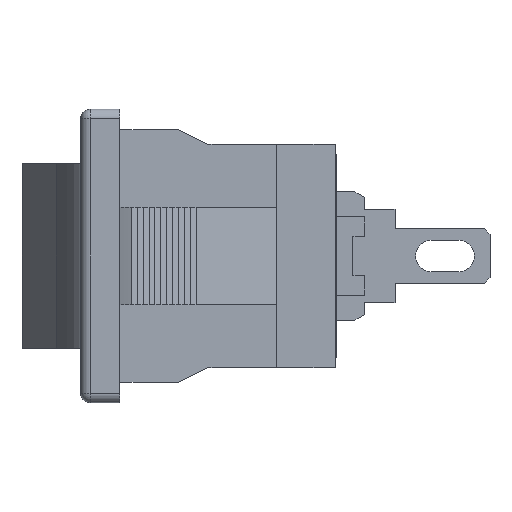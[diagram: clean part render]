
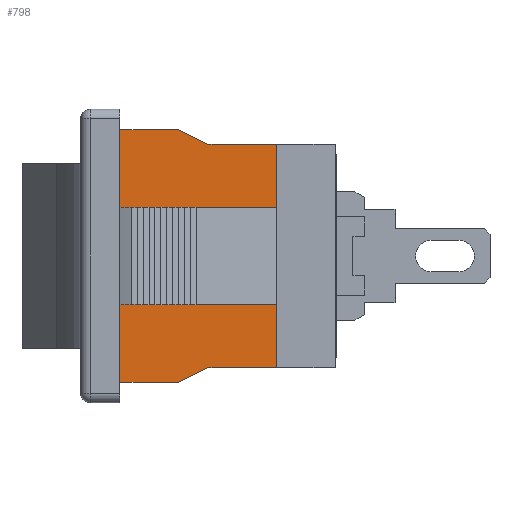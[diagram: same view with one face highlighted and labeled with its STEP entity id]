
A CAD part, left-side view. The second image highlights one B-rep face of the part: STEP entity #798.
In plain terms, the highlighted planar face has unit normal (-1, 0, 0).
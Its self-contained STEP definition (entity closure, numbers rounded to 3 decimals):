
#798 = ADVANCED_FACE( '', ( #1569 ), #1570, .F. );
#1569 = FACE_OUTER_BOUND( '', #2315, .T. );
#1570 = PLANE( '', #2316 );
#2315 = EDGE_LOOP( '', ( #4468, #4469, #4470, #4471, #4472, #4473, #4474, #4475 ) );
#2316 = AXIS2_PLACEMENT_3D( '', #4476, #4477, #4478 );
#4468 = ORIENTED_EDGE( '', *, *, #4858, .T. );
#4469 = ORIENTED_EDGE( '', *, *, #4579, .T. );
#4470 = ORIENTED_EDGE( '', *, *, #5080, .T. );
#4471 = ORIENTED_EDGE( '', *, *, #5028, .T. );
#4472 = ORIENTED_EDGE( '', *, *, #4601, .F. );
#4473 = ORIENTED_EDGE( '', *, *, #4827, .T. );
#4474 = ORIENTED_EDGE( '', *, *, #4721, .T. );
#4475 = ORIENTED_EDGE( '', *, *, #5356, .T. );
#4476 = CARTESIAN_POINT( '', ( -8.3, -2., 7.5 ) );
#4477 = DIRECTION( '', ( 1., 0., 0. ) );
#4478 = DIRECTION( '', ( 0., 0., -1. ) );
#4579 = EDGE_CURVE( '', #5467, #5465, #5468, .T. );
#4601 = EDGE_CURVE( '', #5505, #5507, #5508, .T. );
#4721 = EDGE_CURVE( '', #5723, #5721, #5724, .T. );
#4827 = EDGE_CURVE( '', #5505, #5723, #5898, .T. );
#4858 = EDGE_CURVE( '', #5948, #5467, #5949, .T. );
#5028 = EDGE_CURVE( '', #6210, #5507, #6211, .T. );
#5080 = EDGE_CURVE( '', #5465, #6210, #6288, .T. );
#5356 = EDGE_CURVE( '', #5721, #5948, #6644, .T. );
#5465 = VERTEX_POINT( '', #6767 );
#5467 = VERTEX_POINT( '', #6770 );
#5468 = LINE( '', #6771, #6772 );
#5505 = VERTEX_POINT( '', #6825 );
#5507 = VERTEX_POINT( '', #6828 );
#5508 = LINE( '', #6829, #6830 );
#5721 = VERTEX_POINT( '', #7137 );
#5723 = VERTEX_POINT( '', #7140 );
#5724 = LINE( '', #7141, #7142 );
#5898 = LINE( '', #7389, #7390 );
#5948 = VERTEX_POINT( '', #7466 );
#5949 = LINE( '', #7467, #7468 );
#6210 = VERTEX_POINT( '', #7850 );
#6211 = LINE( '', #7851, #7852 );
#6288 = LINE( '', #7966, #7967 );
#6644 = LINE( '', #8498, #8499 );
#6767 = CARTESIAN_POINT( '', ( -8.3, -5., -6.45 ) );
#6770 = CARTESIAN_POINT( '', ( -8.3, -2., -6.45 ) );
#6771 = CARTESIAN_POINT( '', ( -8.3, -2., -6.45 ) );
#6772 = VECTOR( '', #8616, 1000. );
#6825 = CARTESIAN_POINT( '', ( -8.3, -10., 5.7 ) );
#6828 = CARTESIAN_POINT( '', ( -8.3, -10., -5.7 ) );
#6829 = CARTESIAN_POINT( '', ( -8.3, -10., 7.5 ) );
#6830 = VECTOR( '', #8634, 1000. );
#7137 = CARTESIAN_POINT( '', ( -8.3, -5., 6.45 ) );
#7140 = CARTESIAN_POINT( '', ( -8.3, -6.5, 5.7 ) );
#7141 = CARTESIAN_POINT( '', ( -8.3, -2.18, 7.86 ) );
#7142 = VECTOR( '', #8751, 1000. );
#7389 = CARTESIAN_POINT( '', ( -8.3, -2., 5.7 ) );
#7390 = VECTOR( '', #8858, 1000. );
#7466 = CARTESIAN_POINT( '', ( -8.3, -2., 6.45 ) );
#7467 = CARTESIAN_POINT( '', ( -8.3, -2., 7.5 ) );
#7468 = VECTOR( '', #8885, 1000. );
#7850 = CARTESIAN_POINT( '', ( -8.3, -6.5, -5.7 ) );
#7851 = CARTESIAN_POINT( '', ( -8.3, -2., -5.7 ) );
#7852 = VECTOR( '', #9049, 1000. );
#7966 = CARTESIAN_POINT( '', ( -8.3, -8.18, -4.86 ) );
#7967 = VECTOR( '', #9093, 1000. );
#8498 = CARTESIAN_POINT( '', ( -8.3, -2., 6.45 ) );
#8499 = VECTOR( '', #9305, 1000. );
#8616 = DIRECTION( '', ( 0., -1., 0. ) );
#8634 = DIRECTION( '', ( 0., 0., -1. ) );
#8751 = DIRECTION( '', ( 0., 0.894, 0.447 ) );
#8858 = DIRECTION( '', ( 0., 1., 0. ) );
#8885 = DIRECTION( '', ( 0., 0., -1. ) );
#9049 = DIRECTION( '', ( 0., -1., 0. ) );
#9093 = DIRECTION( '', ( 0., -0.894, 0.447 ) );
#9305 = DIRECTION( '', ( 0., 1., 0. ) );
